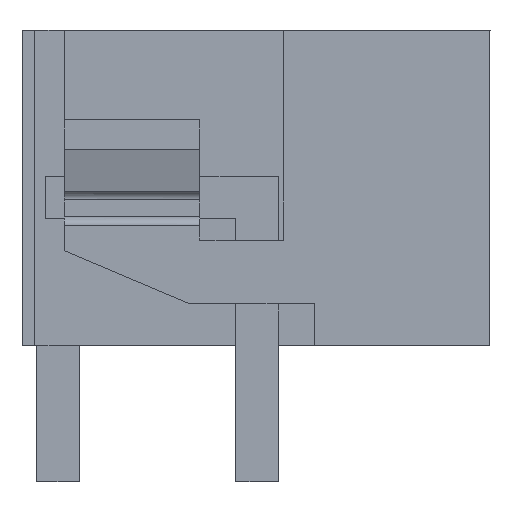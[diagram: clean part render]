
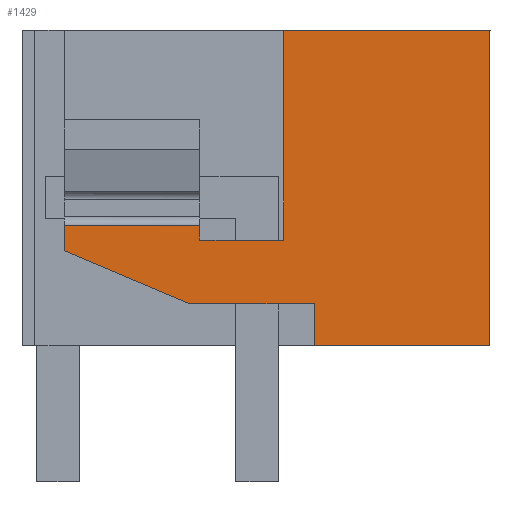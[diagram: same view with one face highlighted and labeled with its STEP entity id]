
A CAD part, left-side view. The second image highlights one B-rep face of the part: STEP entity #1429.
In plain terms, the highlighted planar face has unit normal (-1, 0, 0).
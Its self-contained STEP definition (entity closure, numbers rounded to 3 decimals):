
#1360=AXIS2_PLACEMENT_3D('Plane Axis2P3D',#1357,#1358,#1359) ;
#100=CARTESIAN_POINT('Vertex',(0.,0.,3.2)) ;
#105=CARTESIAN_POINT('Line Origine',(0.,2.075,3.2)) ;
#109=CARTESIAN_POINT('Vertex',(0.,4.15,3.2)) ;
#667=CARTESIAN_POINT('Vertex',(0.,4.875,10.65)) ;
#670=CARTESIAN_POINT('Line Origine',(0.,2.437,10.65)) ;
#674=CARTESIAN_POINT('Vertex',(0.,0.,10.65)) ;
#1294=CARTESIAN_POINT('Line Origine',(0.,0.,6.925)) ;
#1357=CARTESIAN_POINT('Axis2P3D Location',(0.,11.05,0.)) ;
#1362=CARTESIAN_POINT('Line Origine',(0.,4.875,8.175)) ;
#1366=CARTESIAN_POINT('Vertex',(0.,4.875,5.7)) ;
#1369=CARTESIAN_POINT('Line Origine',(0.,5.863,5.7)) ;
#1373=CARTESIAN_POINT('Vertex',(0.,6.85,5.7)) ;
#1376=CARTESIAN_POINT('Line Origine',(0.,6.85,5.875)) ;
#1380=CARTESIAN_POINT('Vertex',(0.,6.85,6.05)) ;
#1383=CARTESIAN_POINT('Line Origine',(0.,8.45,6.05)) ;
#1387=CARTESIAN_POINT('Vertex',(0.,10.05,6.05)) ;
#1390=CARTESIAN_POINT('Line Origine',(0.,10.05,5.75)) ;
#1394=CARTESIAN_POINT('Vertex',(0.,10.05,5.45)) ;
#1397=CARTESIAN_POINT('Line Origine',(0.,8.571,4.823)) ;
#1401=CARTESIAN_POINT('Vertex',(0.,7.092,4.197)) ;
#1404=CARTESIAN_POINT('Line Origine',(0.,5.621,4.197)) ;
#1408=CARTESIAN_POINT('Vertex',(0.,4.15,4.197)) ;
#1411=CARTESIAN_POINT('Line Origine',(0.,4.15,3.698)) ;
#106=DIRECTION('Vector Direction',(0.,1.,0.)) ;
#671=DIRECTION('Vector Direction',(0.,-1.,0.)) ;
#1295=DIRECTION('Vector Direction',(0.,0.,-1.)) ;
#1358=DIRECTION('Axis2P3D Direction',(-1.,0.,0.)) ;
#1359=DIRECTION('Axis2P3D XDirection',(0.,-1.,0.)) ;
#1363=DIRECTION('Vector Direction',(0.,0.,1.)) ;
#1370=DIRECTION('Vector Direction',(0.,1.,0.)) ;
#1377=DIRECTION('Vector Direction',(0.,0.,1.)) ;
#1384=DIRECTION('Vector Direction',(0.,-1.,0.)) ;
#1391=DIRECTION('Vector Direction',(0.,0.,-1.)) ;
#1398=DIRECTION('Vector Direction',(0.,0.921,0.39)) ;
#1405=DIRECTION('Vector Direction',(0.,-1.,0.)) ;
#1412=DIRECTION('Vector Direction',(0.,0.,-1.)) ;
#107=VECTOR('Line Direction',#106,1.) ;
#672=VECTOR('Line Direction',#671,1.) ;
#1296=VECTOR('Line Direction',#1295,1.) ;
#1364=VECTOR('Line Direction',#1363,1.) ;
#1371=VECTOR('Line Direction',#1370,1.) ;
#1378=VECTOR('Line Direction',#1377,1.) ;
#1385=VECTOR('Line Direction',#1384,1.) ;
#1392=VECTOR('Line Direction',#1391,1.) ;
#1399=VECTOR('Line Direction',#1398,1.) ;
#1406=VECTOR('Line Direction',#1405,1.) ;
#1413=VECTOR('Line Direction',#1412,1.) ;
#1417=ORIENTED_EDGE('',*,*,#111,.T.) ;
#1418=ORIENTED_EDGE('',*,*,#1298,.T.) ;
#1419=ORIENTED_EDGE('',*,*,#676,.T.) ;
#1420=ORIENTED_EDGE('',*,*,#1368,.T.) ;
#1421=ORIENTED_EDGE('',*,*,#1375,.T.) ;
#1422=ORIENTED_EDGE('',*,*,#1382,.T.) ;
#1423=ORIENTED_EDGE('',*,*,#1389,.F.) ;
#1424=ORIENTED_EDGE('',*,*,#1396,.T.) ;
#1425=ORIENTED_EDGE('',*,*,#1403,.T.) ;
#1426=ORIENTED_EDGE('',*,*,#1410,.T.) ;
#1427=ORIENTED_EDGE('',*,*,#1415,.T.) ;
#1429=ADVANCED_FACE('HOUSING',(#1428),#1361,.T.) ;
#111=EDGE_CURVE('',#110,#101,#108,.F.) ;
#676=EDGE_CURVE('',#675,#668,#673,.F.) ;
#1298=EDGE_CURVE('',#101,#675,#1297,.F.) ;
#1368=EDGE_CURVE('',#668,#1367,#1365,.F.) ;
#1375=EDGE_CURVE('',#1367,#1374,#1372,.T.) ;
#1382=EDGE_CURVE('',#1374,#1381,#1379,.T.) ;
#1389=EDGE_CURVE('',#1388,#1381,#1386,.T.) ;
#1396=EDGE_CURVE('',#1388,#1395,#1393,.T.) ;
#1403=EDGE_CURVE('',#1395,#1402,#1400,.F.) ;
#1410=EDGE_CURVE('',#1402,#1409,#1407,.T.) ;
#1415=EDGE_CURVE('',#1409,#110,#1414,.T.) ;
#1416=EDGE_LOOP('',(#1417,#1418,#1419,#1420,#1421,#1422,#1423,#1424,#1425,#1426,#1427)) ;
#1428=FACE_OUTER_BOUND('',#1416,.T.) ;
#108=LINE('Line',#105,#107) ;
#673=LINE('Line',#670,#672) ;
#1297=LINE('Line',#1294,#1296) ;
#1365=LINE('Line',#1362,#1364) ;
#1372=LINE('Line',#1369,#1371) ;
#1379=LINE('Line',#1376,#1378) ;
#1386=LINE('Line',#1383,#1385) ;
#1393=LINE('Line',#1390,#1392) ;
#1400=LINE('Line',#1397,#1399) ;
#1407=LINE('Line',#1404,#1406) ;
#1414=LINE('Line',#1411,#1413) ;
#1361=PLANE('',#1360) ;
#101=VERTEX_POINT('',#100) ;
#110=VERTEX_POINT('',#109) ;
#668=VERTEX_POINT('',#667) ;
#675=VERTEX_POINT('',#674) ;
#1367=VERTEX_POINT('',#1366) ;
#1374=VERTEX_POINT('',#1373) ;
#1381=VERTEX_POINT('',#1380) ;
#1388=VERTEX_POINT('',#1387) ;
#1395=VERTEX_POINT('',#1394) ;
#1402=VERTEX_POINT('',#1401) ;
#1409=VERTEX_POINT('',#1408) ;
